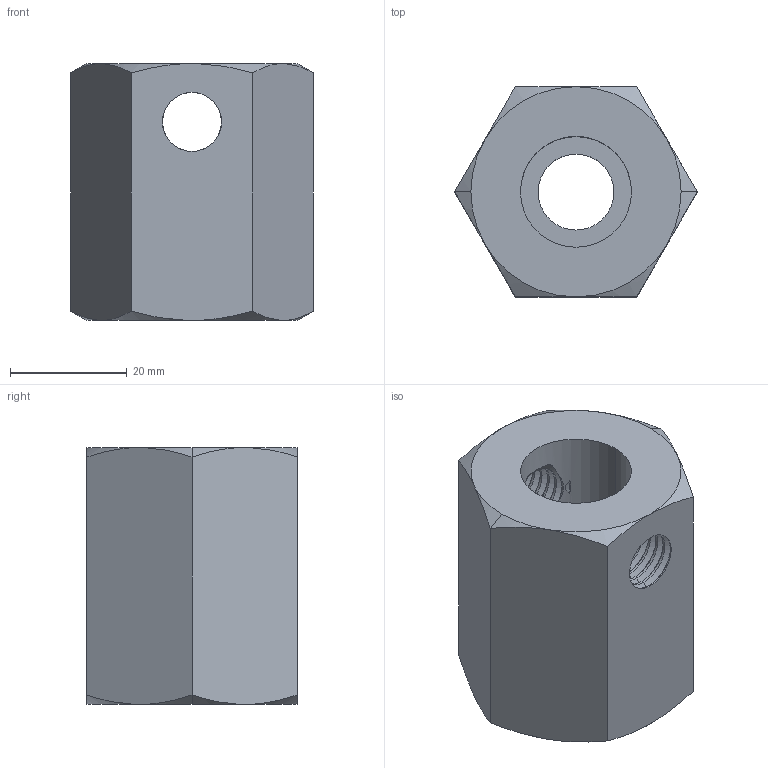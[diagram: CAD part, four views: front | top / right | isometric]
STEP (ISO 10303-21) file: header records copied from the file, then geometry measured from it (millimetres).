
FILE_DESCRIPTION(('STEP AP214'),'1');
FILE_NAME(' ',' ',('TraceParts'),('TraceParts S.A.'),'XStep 1.0',' ',' ');
FILE_SCHEMA(('automotive_design'));
Length unit declared in the file: millimetre
Products named in the file (1): 1
Bounding box: 41.57 x 36 x 44 mm (x, y, z)
Volume: 36947.4 mm3; surface area: 10447.8 mm2
Topology: 1 solids, 1 shells, 135 faces, 297 edges, 167 vertices
Faces by surface type: cone 50, torus 48, cylinder 28, plane 9
Entity records: 7670 total; most frequent: CARTESIAN_POINT 1297, DIRECTION 672, STYLED_ITEM 600, PRESENTATION_STYLE_ASSIGNMENT 600, COLOUR_RGB 600, ORIENTED_EDGE 594, AXIS2_PLACEMENT_3D 300, EDGE_CURVE 297
